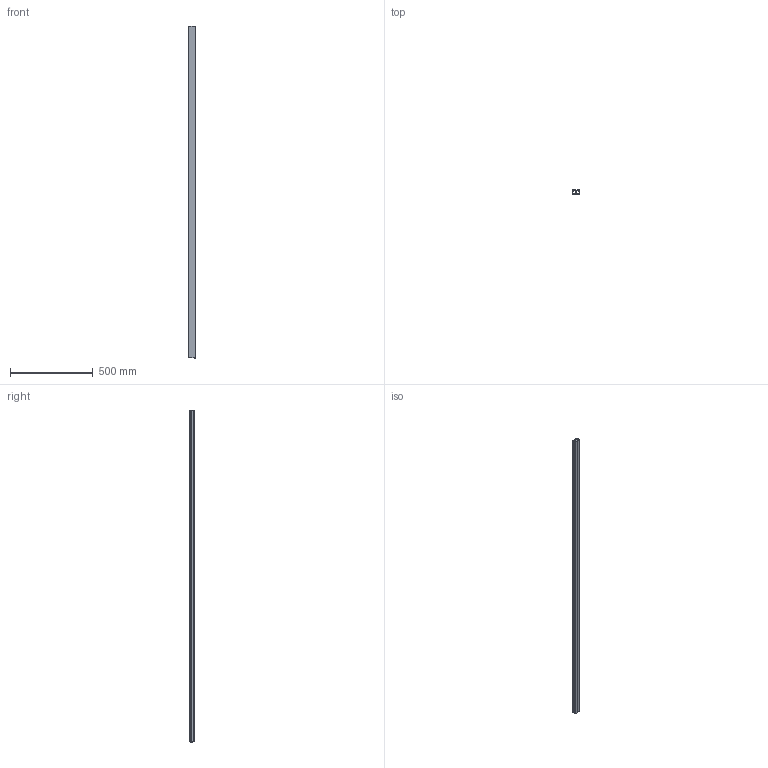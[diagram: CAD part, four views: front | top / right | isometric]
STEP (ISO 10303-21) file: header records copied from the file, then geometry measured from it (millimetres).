
FILE_DESCRIPTION(/* description */ (''),/* implementation_level */ '2;1');
FILE_NAME(/* name */ '6150640',/* time_stamp */ '2015-11-05T10:55:16+01:00',/* author */ (''),/* organization */ (''),/* preprocessor_version */ 'ST-DEVELOPER v15',/* originating_system */ '',/* authorisation */ '');
FILE_SCHEMA (('CONFIG_CONTROL_DESIGN'));
Length unit declared in the file: millimetre
Products named in the file (1): Document
Bounding box: 40 x 25.85 x 2000 mm (x, y, z)
Volume: 474788 mm3; surface area: 727896.3 mm2
Topology: 2 solids, 2 shells, 66 faces, 186 edges, 124 vertices
Faces by surface type: plane 54, bspline 12
Entity records: 1953 total; most frequent: CARTESIAN_POINT 664, ORIENTED_EDGE 372, EDGE_CURVE 186, B_SPLINE_CURVE_WITH_KNOTS 149, VERTEX_POINT 124, EDGE_LOOP 68, ADVANCED_FACE 66, FACE_OUTER_BOUND 66
